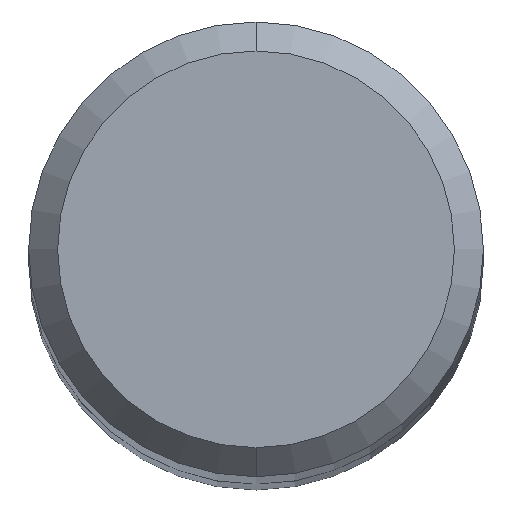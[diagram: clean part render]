
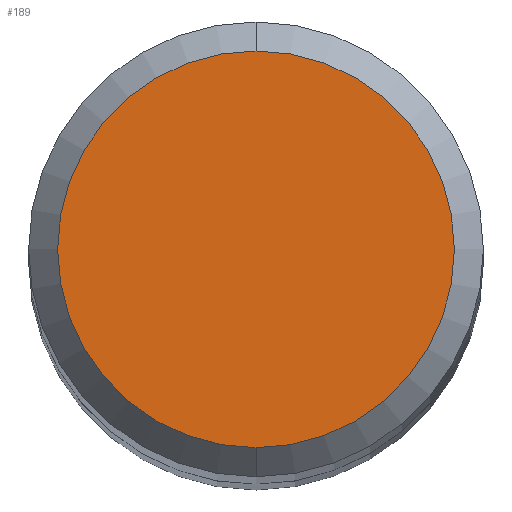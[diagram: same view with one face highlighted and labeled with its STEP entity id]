
A CAD part, top view. The second image highlights one B-rep face of the part: STEP entity #189.
In plain terms, the highlighted planar face has unit normal (0, 0, 1).
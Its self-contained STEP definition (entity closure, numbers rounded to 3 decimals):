
#173=VERTEX_POINT('',#448);
#175=EDGE_CURVE('',#233,#173,#450,.T.);
#189=ADVANCED_FACE('',(#466),#467,.T.);
#233=VERTEX_POINT('',#515);
#289=EDGE_CURVE('',#173,#233,#575,.T.);
#448=CARTESIAN_POINT('',(0.0,2.05,0.0));
#450=CIRCLE('',#776,2.05);
#466=FACE_OUTER_BOUND('',#796,.T.);
#467=PLANE('',#797);
#515=CARTESIAN_POINT('',(0.,-2.05,0.0));
#575=CIRCLE('',#956,2.05);
#776=AXIS2_PLACEMENT_3D('',#1315,#1316,#1317);
#796=EDGE_LOOP('',(#1338,#1339));
#797=AXIS2_PLACEMENT_3D('',#1340,#1341,#1342);
#956=AXIS2_PLACEMENT_3D('',#1441,#1442,#1443);
#1315=CARTESIAN_POINT('',(0.0,0.0,0.0));
#1316=DIRECTION('',(0.0,0.0,-1.0));
#1317=DIRECTION('',(0.0,1.0,0.0));
#1338=ORIENTED_EDGE('',*,*,#289,.F.);
#1339=ORIENTED_EDGE('',*,*,#175,.F.);
#1340=CARTESIAN_POINT('',(0.0,1.025,0.0));
#1341=DIRECTION('',(-0.0,0.0,1.0));
#1342=DIRECTION('',(0.0,-1.0,0.0));
#1441=CARTESIAN_POINT('',(0.0,0.0,0.0));
#1442=DIRECTION('',(0.0,0.0,-1.0));
#1443=DIRECTION('',(0.0,1.0,0.0));
